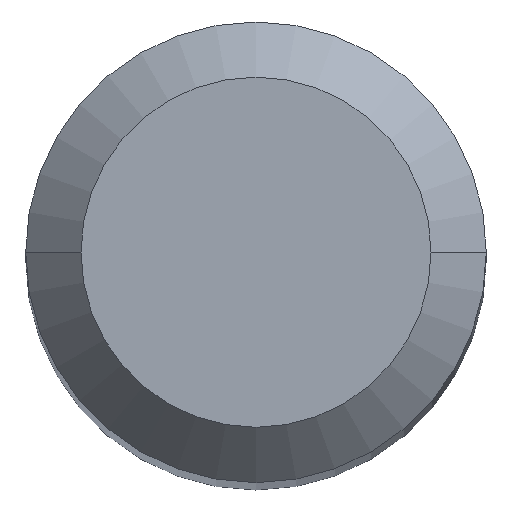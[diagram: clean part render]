
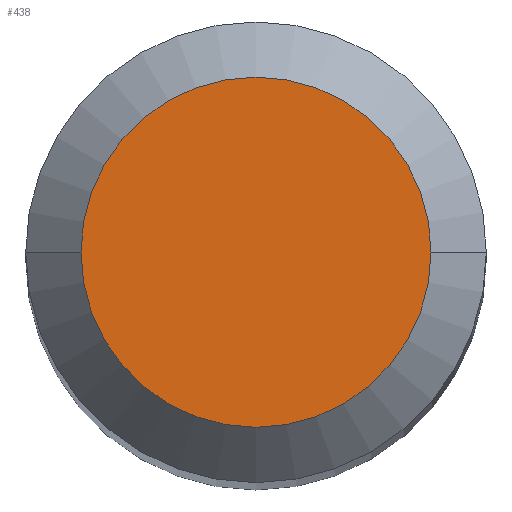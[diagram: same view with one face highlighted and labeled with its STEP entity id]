
A CAD part, top view. The second image highlights one B-rep face of the part: STEP entity #438.
In plain terms, the highlighted planar face has unit normal (0, 0, 1).
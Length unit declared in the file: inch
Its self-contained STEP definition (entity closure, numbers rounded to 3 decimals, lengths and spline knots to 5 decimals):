
#22 = ORIENTED_EDGE ( 'NONE', *, *, #393, .T. ) ;
#25 = DIRECTION ( 'NONE',  ( -1., 0., 0. ) ) ;
#36 = AXIS2_PLACEMENT_3D ( 'NONE', #58, #131, #455 ) ;
#58 = CARTESIAN_POINT ( 'NONE',  ( 0., 0., 0. ) ) ;
#72 = DIRECTION ( 'NONE',  ( 0., 0., -1. ) ) ;
#131 = DIRECTION ( 'NONE',  ( 0., 0., 1. ) ) ;
#147 = PLANE ( 'NONE',  #218 ) ;
#154 = AXIS2_PLACEMENT_3D ( 'NONE', #439, #430, #229 ) ;
#218 = AXIS2_PLACEMENT_3D ( 'NONE', #343, #72, #25 ) ;
#229 = DIRECTION ( 'NONE',  ( 1., 0., 0. ) ) ;
#242 = VERTEX_POINT ( 'NONE', #249 ) ;
#249 = CARTESIAN_POINT ( 'NONE',  ( 0.0475, 0., 0. ) ) ;
#250 = EDGE_CURVE ( 'NONE', #385, #242, #262, .T. ) ;
#262 = CIRCLE ( 'NONE', #36, 0.0475 ) ;
#340 = CIRCLE ( 'NONE', #154, 0.0475 ) ;
#343 = CARTESIAN_POINT ( 'NONE',  ( 0., 0.0475, 0. ) ) ;
#351 = EDGE_LOOP ( 'NONE', ( #492, #22 ) ) ;
#385 = VERTEX_POINT ( 'NONE', #473 ) ;
#393 = EDGE_CURVE ( 'NONE', #242, #385, #340, .T. ) ;
#430 = DIRECTION ( 'NONE',  ( 0., 0., 1. ) ) ;
#433 = FACE_OUTER_BOUND ( 'NONE', #351, .T. ) ;
#438 = ADVANCED_FACE ( 'NONE', ( #433 ), #147, .F. ) ;
#439 = CARTESIAN_POINT ( 'NONE',  ( 0., 0., 0. ) ) ;
#455 = DIRECTION ( 'NONE',  ( 1., 0., 0. ) ) ;
#473 = CARTESIAN_POINT ( 'NONE',  ( -0.0475, 0., 0. ) ) ;
#492 = ORIENTED_EDGE ( 'NONE', *, *, #250, .T. ) ;
